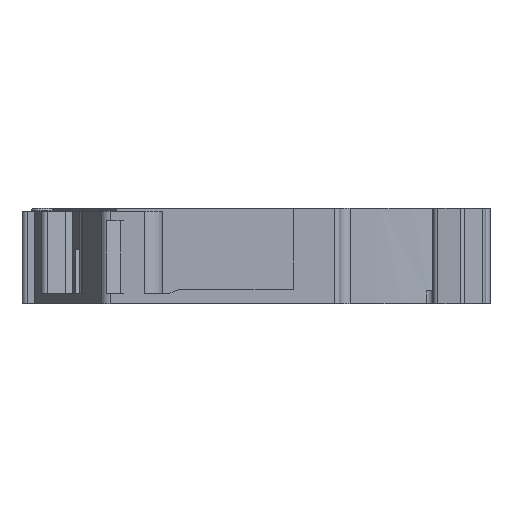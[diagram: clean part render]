
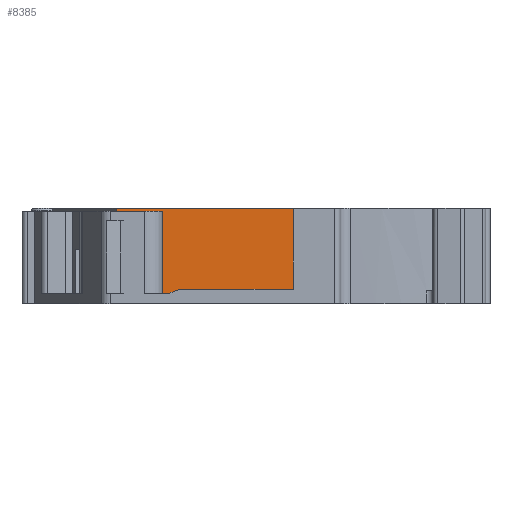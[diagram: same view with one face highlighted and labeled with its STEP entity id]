
A CAD part, left-side view. The second image highlights one B-rep face of the part: STEP entity #8385.
In plain terms, the highlighted planar face has unit normal (-1, 0, 0).
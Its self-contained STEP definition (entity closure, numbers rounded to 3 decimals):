
#2660=DIRECTION('',(0.,0.,1.));
#2661=VECTOR('',#2660,8.05);
#2662=CARTESIAN_POINT('',(-18.522,23.9,-3.55));
#2663=LINE('',#2662,#2661);
#2664=DIRECTION('',(0.,-1.,0.));
#2665=VECTOR('',#2664,16.782);
#2666=CARTESIAN_POINT('',(-18.522,23.9,4.5));
#2667=LINE('',#2666,#2665);
#2668=DIRECTION('',(0.,0.928,-0.371));
#2669=VECTOR('',#2668,1.077);
#2670=CARTESIAN_POINT('',(-18.522,17.9,-3.15));
#2671=LINE('',#2670,#2669);
#2672=DIRECTION('',(0.,1.,0.));
#2673=VECTOR('',#2672,2.86);
#2674=CARTESIAN_POINT('',(-18.522,18.9,-3.55));
#2675=LINE('',#2674,#2673);
#2676=DIRECTION('',(0.,1.,0.));
#2677=VECTOR('',#2676,0.837);
#2678=CARTESIAN_POINT('',(-18.522,21.863,-2.35));
#2679=LINE('',#2678,#2677);
#2680=CARTESIAN_POINT('',(-18.522,22.7,-2.45));
#2681=DIRECTION('',(-1.,0.,0.));
#2682=DIRECTION('',(0.,0.,1.));
#2683=AXIS2_PLACEMENT_3D('',#2680,#2681,#2682);
#2685=DIRECTION('',(0.,1.,0.));
#2686=VECTOR('',#2685,1.1);
#2687=CARTESIAN_POINT('',(-18.522,22.8,-3.55));
#2688=LINE('',#2687,#2686);
#2693=DIRECTION('',(0.,0.,1.));
#2694=VECTOR('',#2693,7.65);
#2695=CARTESIAN_POINT('',(-18.522,7.118,-3.15));
#2696=LINE('',#2695,#2694);
#2697=DIRECTION('',(0.,-1.,0.));
#2698=VECTOR('',#2697,10.782);
#2699=CARTESIAN_POINT('',(-18.522,17.9,-3.15));
#2700=LINE('',#2699,#2698);
#2709=DIRECTION('',(0.,0.,-1.));
#2710=VECTOR('',#2709,1.1);
#2711=CARTESIAN_POINT('',(-18.522,21.76,-2.45));
#2712=LINE('',#2711,#2710);
#2740=CARTESIAN_POINT('',(-18.522,21.863,-2.35));
#2741=CARTESIAN_POINT('',(-18.522,21.829,
-2.35));
#2742=CARTESIAN_POINT('',(-18.522,21.787,
-2.375));
#2743=CARTESIAN_POINT('',(-18.522,21.76,
-2.416));
#2744=CARTESIAN_POINT('',(-18.522,21.76,-2.45));
#2805=DIRECTION('',(0.,0.,1.));
#2806=VECTOR('',#2805,1.1);
#2807=CARTESIAN_POINT('',(-18.522,22.8,-3.55));
#2808=LINE('',#2807,#2806);
#3599=CARTESIAN_POINT('',(-18.522,23.9,4.5));
#3601=VERTEX_POINT('',#3599);
#3731=CARTESIAN_POINT('',(-18.522,7.118,4.5));
#3733=VERTEX_POINT('',#3731);
#3749=CARTESIAN_POINT('',(-18.522,22.8,-3.55));
#3750=CARTESIAN_POINT('',(-18.522,23.9,-3.55));
#3751=VERTEX_POINT('',#3749);
#3752=VERTEX_POINT('',#3750);
#3763=CARTESIAN_POINT('',(-18.522,21.76,-3.55));
#3764=VERTEX_POINT('',#3763);
#3765=CARTESIAN_POINT('',(-18.522,18.9,-3.55));
#3766=VERTEX_POINT('',#3765);
#3819=CARTESIAN_POINT('',(-18.522,21.863,-2.35));
#3820=CARTESIAN_POINT('',(-18.522,22.7,-2.35));
#3821=VERTEX_POINT('',#3819);
#3822=VERTEX_POINT('',#3820);
#3841=CARTESIAN_POINT('',(-18.522,7.118,-3.15));
#3842=VERTEX_POINT('',#3841);
#3855=CARTESIAN_POINT('',(-18.522,17.9,-3.15));
#3856=VERTEX_POINT('',#3855);
#3879=CARTESIAN_POINT('',(-18.522,21.76,-2.45));
#3880=VERTEX_POINT('',#3879);
#3891=CARTESIAN_POINT('',(-18.522,22.8,-2.45));
#3892=VERTEX_POINT('',#3891);
#8359=CARTESIAN_POINT('',(-18.522,15.509,0.475));
#8360=DIRECTION('',(1.,0.,0.));
#8361=DIRECTION('',(0.,1.,0.));
#8362=AXIS2_PLACEMENT_3D('',#8359,#8360,#8361);
#8363=PLANE('',#8362);
#8364=ORIENTED_EDGE('',*,*,#4932,.T.);
#8365=ORIENTED_EDGE('',*,*,#5543,.T.);
#8367=ORIENTED_EDGE('',*,*,#8366,.F.);
#8369=ORIENTED_EDGE('',*,*,#8368,.F.);
#8370=ORIENTED_EDGE('',*,*,#8350,.T.);
#8371=ORIENTED_EDGE('',*,*,#5761,.T.);
#8373=ORIENTED_EDGE('',*,*,#8372,.F.);
#8375=ORIENTED_EDGE('',*,*,#8374,.F.);
#8377=ORIENTED_EDGE('',*,*,#8376,.T.);
#8379=ORIENTED_EDGE('',*,*,#8378,.T.);
#8381=ORIENTED_EDGE('',*,*,#8380,.F.);
#8382=ORIENTED_EDGE('',*,*,#5747,.T.);
#8383=EDGE_LOOP('',(#8364,#8365,#8367,#8369,#8370,#8371,#8373,#8375,#8377,#8379,
#8381,#8382));
#8384=FACE_OUTER_BOUND('',#8383,.F.);
#2684=CIRCLE('',#2683,0.1);
#2745=B_SPLINE_CURVE_WITH_KNOTS('',3,(#2740,#2741,#2742,#2743,#2744),
.UNSPECIFIED.,.F.,.F.,(4,1,4),(0.,0.5,1.),.UNSPECIFIED.);
#4932=EDGE_CURVE('',#3752,#3601,#2663,.T.);
#5543=EDGE_CURVE('',#3601,#3733,#2667,.T.);
#5747=EDGE_CURVE('',#3751,#3752,#2688,.T.);
#5761=EDGE_CURVE('',#3766,#3764,#2675,.T.);
#8350=EDGE_CURVE('',#3856,#3766,#2671,.T.);
#8366=EDGE_CURVE('',#3842,#3733,#2696,.T.);
#8368=EDGE_CURVE('',#3856,#3842,#2700,.T.);
#8372=EDGE_CURVE('',#3880,#3764,#2712,.T.);
#8374=EDGE_CURVE('',#3821,#3880,#2745,.T.);
#8376=EDGE_CURVE('',#3821,#3822,#2679,.T.);
#8378=EDGE_CURVE('',#3822,#3892,#2684,.T.);
#8380=EDGE_CURVE('',#3751,#3892,#2808,.T.);
#8385=ADVANCED_FACE('',(#8384),#8363,.F.);
